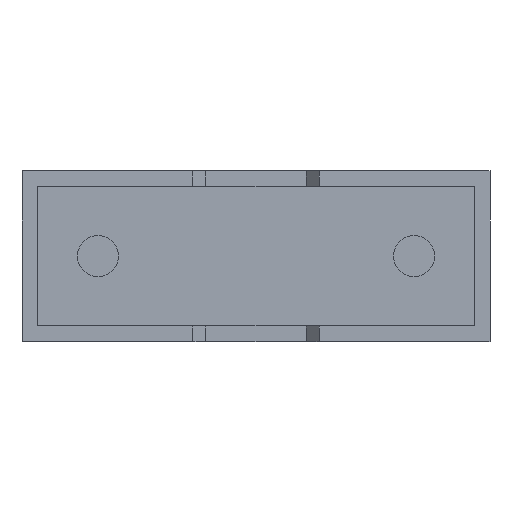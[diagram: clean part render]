
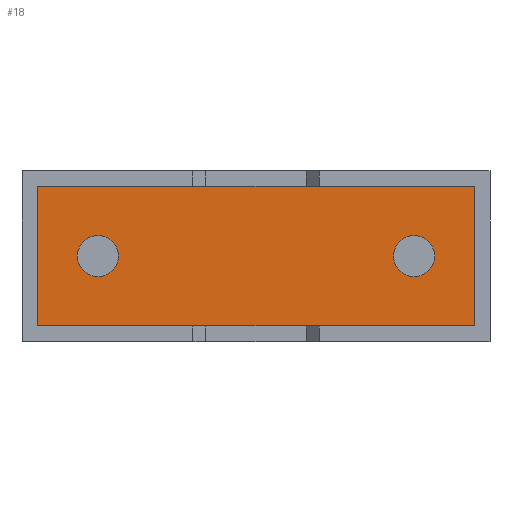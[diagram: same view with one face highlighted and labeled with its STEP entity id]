
A CAD part, front view. The second image highlights one B-rep face of the part: STEP entity #18.
In plain terms, the highlighted planar face has unit normal (0, -1, 0).
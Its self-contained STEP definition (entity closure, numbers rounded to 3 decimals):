
#18 = ADVANCED_FACE ( 'NONE', ( #1546, #105, #435 ), #1583, .T. ) ;
#23 = VECTOR ( 'NONE', #417, 1000. ) ;
#51 = VERTEX_POINT ( 'NONE', #2966 ) ;
#105 = FACE_OUTER_BOUND ( 'NONE', #1823, .T. ) ;
#111 = EDGE_CURVE ( 'NONE', #2690, #1048, #1589, .T. ) ;
#115 = CIRCLE ( 'NONE', #975, 0.325 ) ;
#139 = AXIS2_PLACEMENT_3D ( 'NONE', #1337, #1356, #158 ) ;
#158 = DIRECTION ( 'NONE',  ( 0., 0., -1. ) ) ;
#168 = CARTESIAN_POINT ( 'NONE',  ( 1.2, 0.75, 1.025 ) ) ;
#243 = CARTESIAN_POINT ( 'NONE',  ( 6.2, 0.75, 1.025 ) ) ;
#273 = CARTESIAN_POINT ( 'NONE',  ( 7.153, 0.75, 0.247 ) ) ;
#368 = CIRCLE ( 'NONE', #1701, 0.325 ) ;
#375 = ORIENTED_EDGE ( 'NONE', *, *, #1804, .F. ) ;
#413 = DIRECTION ( 'NONE',  ( 1., 0., 0. ) ) ;
#417 = DIRECTION ( 'NONE',  ( 0., 0., -1. ) ) ;
#435 = FACE_BOUND ( 'NONE', #1694, .T. ) ;
#443 = VERTEX_POINT ( 'NONE', #801 ) ;
#462 = CARTESIAN_POINT ( 'NONE',  ( 7.153, 0.75, 2.453 ) ) ;
#513 = ORIENTED_EDGE ( 'NONE', *, *, #2232, .F. ) ;
#522 = VERTEX_POINT ( 'NONE', #168 ) ;
#538 = ORIENTED_EDGE ( 'NONE', *, *, #2387, .F. ) ;
#613 = CARTESIAN_POINT ( 'NONE',  ( 0., 0.75, 0. ) ) ;
#674 = CARTESIAN_POINT ( 'NONE',  ( 7.153, 0.75, 0.247 ) ) ;
#685 = DIRECTION ( 'NONE',  ( 0., -1., 0. ) ) ;
#800 = LINE ( 'NONE', #3007, #982 ) ;
#801 = CARTESIAN_POINT ( 'NONE',  ( 0.247, 0.75, 0.247 ) ) ;
#824 = VERTEX_POINT ( 'NONE', #243 ) ;
#877 = CARTESIAN_POINT ( 'NONE',  ( 1.2, 0.75, 1.35 ) ) ;
#884 = CARTESIAN_POINT ( 'NONE',  ( 6.2, 0.75, 1.675 ) ) ;
#908 = DIRECTION ( 'NONE',  ( 0., -1., 0. ) ) ;
#939 = CARTESIAN_POINT ( 'NONE',  ( 1.2, 0.75, 1.35 ) ) ;
#975 = AXIS2_PLACEMENT_3D ( 'NONE', #877, #2498, #2756 ) ;
#982 = VECTOR ( 'NONE', #413, 1000. ) ;
#990 = CARTESIAN_POINT ( 'NONE',  ( 7.153, 0.75, 2.453 ) ) ;
#1048 = VERTEX_POINT ( 'NONE', #1073 ) ;
#1054 = VERTEX_POINT ( 'NONE', #884 ) ;
#1073 = CARTESIAN_POINT ( 'NONE',  ( 0.247, 0.75, 2.453 ) ) ;
#1174 = EDGE_CURVE ( 'NONE', #1048, #443, #3009, .T. ) ;
#1337 = CARTESIAN_POINT ( 'NONE',  ( 6.2, 0.75, 1.35 ) ) ;
#1356 = DIRECTION ( 'NONE',  ( 0., -1., 0. ) ) ;
#1390 = CARTESIAN_POINT ( 'NONE',  ( 0.247, 0.75, 2.453 ) ) ;
#1546 = FACE_BOUND ( 'NONE', #2492, .T. ) ;
#1583 = PLANE ( 'NONE',  #2589 ) ;
#1589 = LINE ( 'NONE', #462, #1904 ) ;
#1650 = EDGE_CURVE ( 'NONE', #824, #1054, #3000, .T. ) ;
#1659 = DIRECTION ( 'NONE',  ( -1., 0., 0. ) ) ;
#1689 = EDGE_CURVE ( 'NONE', #443, #1852, #800, .T. ) ;
#1694 = EDGE_LOOP ( 'NONE', ( #375, #538 ) ) ;
#1701 = AXIS2_PLACEMENT_3D ( 'NONE', #2289, #685, #2992 ) ;
#1770 = DIRECTION ( 'NONE',  ( 0., -1., 0. ) ) ;
#1804 = EDGE_CURVE ( 'NONE', #51, #522, #2354, .T. ) ;
#1823 = EDGE_LOOP ( 'NONE', ( #2545, #2641, #2775, #3036 ) ) ;
#1852 = VERTEX_POINT ( 'NONE', #674 ) ;
#1898 = EDGE_CURVE ( 'NONE', #1852, #2690, #2885, .T. ) ;
#1904 = VECTOR ( 'NONE', #1659, 1000. ) ;
#1999 = DIRECTION ( 'NONE',  ( 0., 0., -1. ) ) ;
#2113 = ORIENTED_EDGE ( 'NONE', *, *, #1650, .F. ) ;
#2205 = AXIS2_PLACEMENT_3D ( 'NONE', #939, #908, #2549 ) ;
#2232 = EDGE_CURVE ( 'NONE', #1054, #824, #368, .T. ) ;
#2289 = CARTESIAN_POINT ( 'NONE',  ( 6.2, 0.75, 1.35 ) ) ;
#2294 = VECTOR ( 'NONE', #2384, 1000. ) ;
#2354 = CIRCLE ( 'NONE', #2205, 0.325 ) ;
#2384 = DIRECTION ( 'NONE',  ( 0., 0., 1. ) ) ;
#2387 = EDGE_CURVE ( 'NONE', #522, #51, #115, .T. ) ;
#2492 = EDGE_LOOP ( 'NONE', ( #513, #2113 ) ) ;
#2498 = DIRECTION ( 'NONE',  ( 0., -1., 0. ) ) ;
#2545 = ORIENTED_EDGE ( 'NONE', *, *, #1174, .T. ) ;
#2549 = DIRECTION ( 'NONE',  ( 0., 0., -1. ) ) ;
#2589 = AXIS2_PLACEMENT_3D ( 'NONE', #613, #1770, #1999 ) ;
#2641 = ORIENTED_EDGE ( 'NONE', *, *, #1689, .T. ) ;
#2690 = VERTEX_POINT ( 'NONE', #990 ) ;
#2756 = DIRECTION ( 'NONE',  ( 0., 0., -1. ) ) ;
#2775 = ORIENTED_EDGE ( 'NONE', *, *, #1898, .T. ) ;
#2885 = LINE ( 'NONE', #273, #2294 ) ;
#2966 = CARTESIAN_POINT ( 'NONE',  ( 1.2, 0.75, 1.675 ) ) ;
#2992 = DIRECTION ( 'NONE',  ( 0., 0., -1. ) ) ;
#3000 = CIRCLE ( 'NONE', #139, 0.325 ) ;
#3007 = CARTESIAN_POINT ( 'NONE',  ( 0.247, 0.75, 0.247 ) ) ;
#3009 = LINE ( 'NONE', #1390, #23 ) ;
#3036 = ORIENTED_EDGE ( 'NONE', *, *, #111, .T. ) ;
